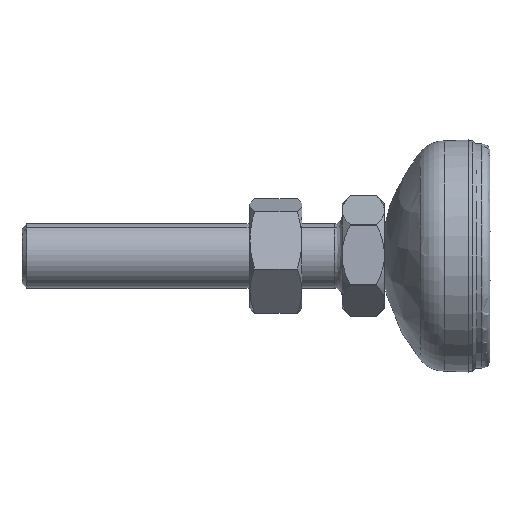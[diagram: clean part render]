
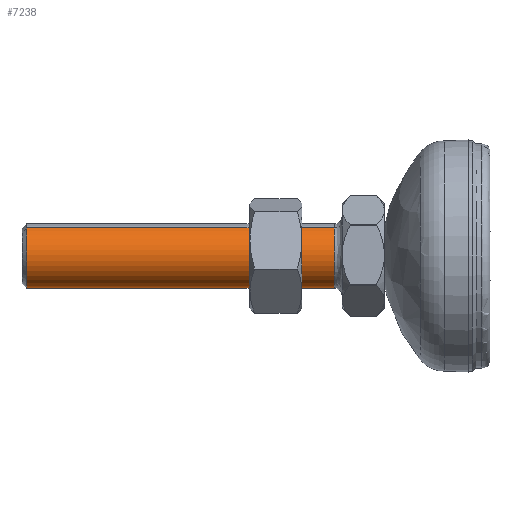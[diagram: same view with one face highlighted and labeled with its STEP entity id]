
A CAD part, left-side view. The second image highlights one B-rep face of the part: STEP entity #7238.
In plain terms, the highlighted cylindrical face has radius 4 mm (diameter 8 mm), a partial arc.
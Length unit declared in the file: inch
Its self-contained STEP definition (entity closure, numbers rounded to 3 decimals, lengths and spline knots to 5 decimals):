
#31 = AXIS2_PLACEMENT_3D ( 'NONE', #7425, #4793, #3492 ) ;
#294 = EDGE_LOOP ( 'NONE', ( #6791, #6790, #5727, #1027 ) ) ;
#528 = CARTESIAN_POINT ( 'NONE',  ( 0.49845, 0.92851, 0.87768 ) ) ;
#1027 = ORIENTED_EDGE ( 'NONE', *, *, #5004, .T. ) ;
#1137 = CARTESIAN_POINT ( 'NONE',  ( 0.42221, 0.92851, 1.01547 ) ) ;
#1184 = CARTESIAN_POINT ( 'NONE',  ( 0.49845, 2.34915, 0.87768 ) ) ;
#1228 = FACE_OUTER_BOUND ( 'NONE', #294, .T. ) ;
#1358 = CARTESIAN_POINT ( 'NONE',  ( 0.42221, 2.44032, 1.01547 ) ) ;
#1815 = DIRECTION ( 'NONE',  ( 0.484, 0., -0.875 ) ) ;
#2024 = DIRECTION ( 'NONE',  ( 0.484, 0., -0.875 ) ) ;
#2112 = CARTESIAN_POINT ( 'NONE',  ( 0.34598, 0.92851, 1.15327 ) ) ;
#2380 = LINE ( 'NONE', #2573, #5666 ) ;
#2513 = CIRCLE ( 'NONE', #5924, 0.15748 ) ;
#2573 = CARTESIAN_POINT ( 'NONE',  ( 0.34598, 2.34915, 1.15327 ) ) ;
#3314 = AXIS2_PLACEMENT_3D ( 'NONE', #1358, #5955, #2024 ) ;
#3492 = DIRECTION ( 'NONE',  ( 0.484, 0., -0.875 ) ) ;
#3524 = EDGE_CURVE ( 'NONE', #4403, #5417, #6817, .T. ) ;
#4403 = VERTEX_POINT ( 'NONE', #5384 ) ;
#4418 = VERTEX_POINT ( 'NONE', #2112 ) ;
#4793 = DIRECTION ( 'NONE',  ( 0., -1., 0. ) ) ;
#4978 = CARTESIAN_POINT ( 'NONE',  ( 0.34598, 2.44032, 1.15327 ) ) ;
#5004 = EDGE_CURVE ( 'NONE', #5417, #4418, #2513, .T. ) ;
#5206 = DIRECTION ( 'NONE',  ( 0., -1., 0. ) ) ;
#5384 = CARTESIAN_POINT ( 'NONE',  ( 0.49845, 2.44032, 0.87768 ) ) ;
#5417 = VERTEX_POINT ( 'NONE', #528 ) ;
#5666 = VECTOR ( 'NONE', #5206, 39.37008 ) ;
#5727 = ORIENTED_EDGE ( 'NONE', *, *, #3524, .T. ) ;
#5747 = DIRECTION ( 'NONE',  ( 0., 1., 0. ) ) ;
#5800 = DIRECTION ( 'NONE',  ( 0., -1., 0. ) ) ;
#5924 = AXIS2_PLACEMENT_3D ( 'NONE', #1137, #5747, #1815 ) ;
#5955 = DIRECTION ( 'NONE',  ( 0., -1., 0. ) ) ;
#5973 = VERTEX_POINT ( 'NONE', #4978 ) ;
#6287 = CYLINDRICAL_SURFACE ( 'NONE', #31, 0.15748 ) ;
#6790 = ORIENTED_EDGE ( 'NONE', *, *, #7056, .T. ) ;
#6791 = ORIENTED_EDGE ( 'NONE', *, *, #7434, .F. ) ;
#6817 = LINE ( 'NONE', #1184, #7034 ) ;
#7034 = VECTOR ( 'NONE', #5800, 39.37008 ) ;
#7056 = EDGE_CURVE ( 'NONE', #5973, #4403, #7118, .T. ) ;
#7118 = CIRCLE ( 'NONE', #3314, 0.15748 ) ;
#7238 = ADVANCED_FACE ( 'NONE', ( #1228 ), #6287, .T. ) ;
#7425 = CARTESIAN_POINT ( 'NONE',  ( 0.42221, 2.34915, 1.01547 ) ) ;
#7434 = EDGE_CURVE ( 'NONE', #5973, #4418, #2380, .T. ) ;
